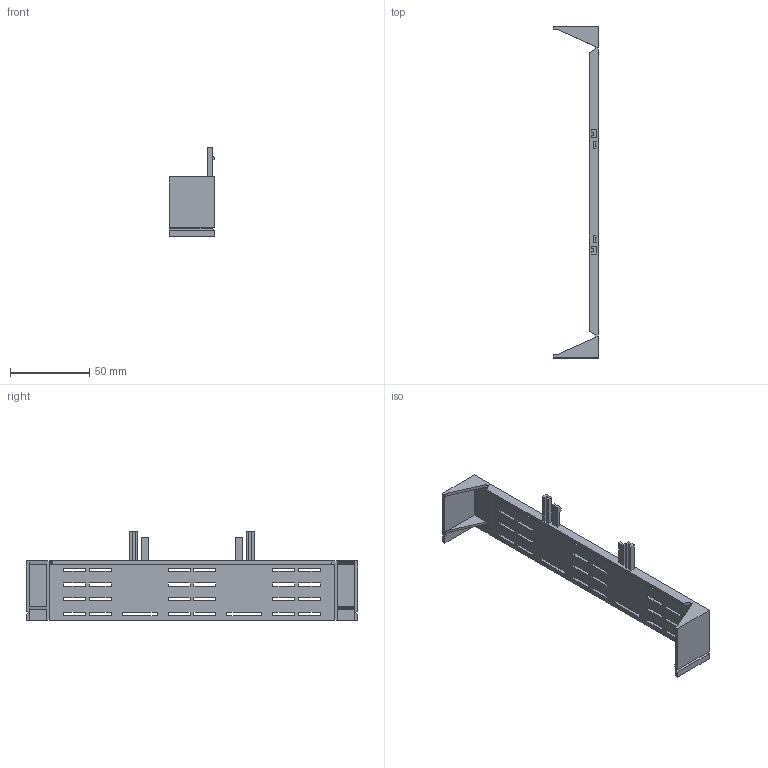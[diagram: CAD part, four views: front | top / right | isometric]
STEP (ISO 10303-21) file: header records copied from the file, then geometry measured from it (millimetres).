
FILE_DESCRIPTION((''),'2;1');
FILE_NAME('001690992_UGS_KVL-2_3P_39-34_ASM','2023-11-23T09:47:10',('klemen.sitar'),('Audax d.o.o.'),'CREO PARAMETRIC BY PTC INC, 2021304','CREO PARAMETRIC BY PTC INC, 2021304','');
FILE_SCHEMA(('AP242_MANAGED_MODEL_BASED_3D_ENGINEERING_MIM_LF { 1 0 10303 442 1 1 4 }'));
Length unit declared in the file: millimetre
Products named in the file (2): UGS-KETO-2-3_39-34_1; 001690992_UGS_KVL-2_3P_39-34_ASM
Assembly tree (1 placements, depth 2):
  001690992_UGS_KVL-2_3P_39-34_ASM
    UGS-KETO-2-3_39-34_1
Bounding box: 28.5 x 209.5 x 56 mm (x, y, z)
Volume: 20964.4 mm3; surface area: 24915.1 mm2
Topology: 1 solids, 1 shells, 204 faces, 617 edges, 402 vertices
Faces by surface type: plane 204
Entity records: 9030 total; most frequent: CARTESIAN_POINT 1236, ORIENTED_EDGE 1234, DIRECTION 1031, PRESENTATION_STYLE_ASSIGNMENT 620, STYLED_ITEM 620, CURVE_STYLE 619, EDGE_CURVE 617, VECTOR 615
